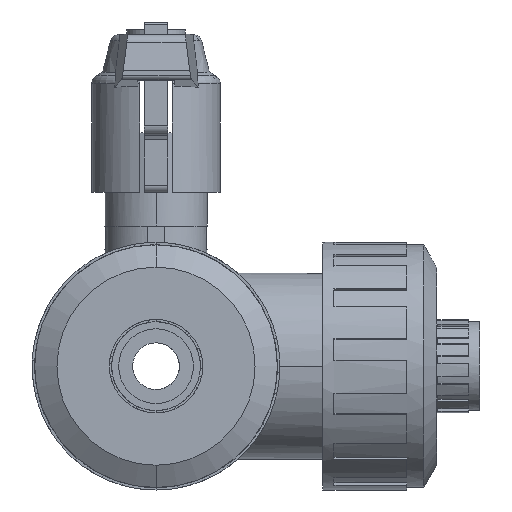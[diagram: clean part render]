
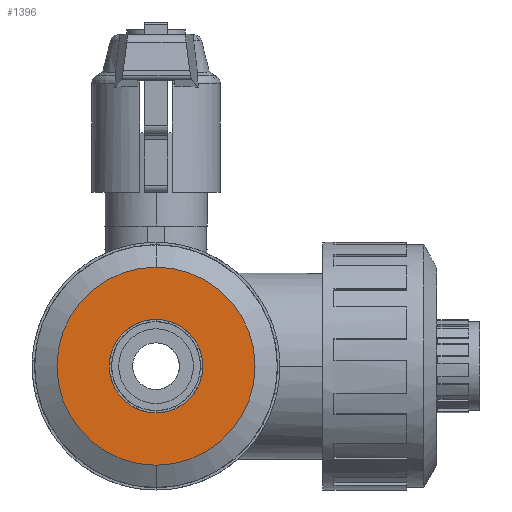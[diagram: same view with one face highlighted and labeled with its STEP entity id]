
A CAD part, left-side view. The second image highlights one B-rep face of the part: STEP entity #1396.
In plain terms, the highlighted planar face has unit normal (-1, 0, 0).
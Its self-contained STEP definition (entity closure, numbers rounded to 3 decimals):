
#1396=ADVANCED_FACE('',(#2964,#2965),#2966,.T.);
#2964=FACE_BOUND('',#4689,.T.);
#2965=FACE_OUTER_BOUND('',#4690,.T.);
#2966=PLANE('',#4691);
#4689=EDGE_LOOP('',(#9185,#9186));
#4690=EDGE_LOOP('',(#9187,#9188));
#4691=AXIS2_PLACEMENT_3D('',#9189,#9190,#9191);
#9185=ORIENTED_EDGE('',*,*,#12255,.F.);
#9186=ORIENTED_EDGE('',*,*,#10765,.F.);
#9187=ORIENTED_EDGE('',*,*,#10770,.T.);
#9188=ORIENTED_EDGE('',*,*,#12253,.T.);
#9189=CARTESIAN_POINT('',(-60.043,0.0,15.6));
#9190=DIRECTION('',(-1.0,0.0,0.0));
#9191=DIRECTION('',(0.0,-0.0,1.0));
#10765=EDGE_CURVE('',#13089,#13085,#13091,.T.);
#10770=EDGE_CURVE('',#13094,#13098,#13100,.T.);
#12253=EDGE_CURVE('',#13098,#13094,#15306,.T.);
#12255=EDGE_CURVE('',#13085,#13089,#15308,.T.);
#13085=VERTEX_POINT('',#16434);
#13089=VERTEX_POINT('',#16439);
#13091=CIRCLE('',#16442,10.0);
#13094=VERTEX_POINT('',#16445);
#13098=VERTEX_POINT('',#16450);
#13100=CIRCLE('',#16453,21.2);
#15306=CIRCLE('',#19869,21.2);
#15308=CIRCLE('',#19871,10.0);
#16434=CARTESIAN_POINT('',(-60.043,0.0,10.0));
#16439=CARTESIAN_POINT('',(-60.043,0.,-10.0));
#16442=AXIS2_PLACEMENT_3D('',#20994,#20995,#20996);
#16445=CARTESIAN_POINT('',(-60.043,0.0,21.2));
#16450=CARTESIAN_POINT('',(-60.043,0.,-21.2));
#16453=AXIS2_PLACEMENT_3D('',#21002,#21003,#21004);
#19869=AXIS2_PLACEMENT_3D('',#22802,#22803,#22804);
#19871=AXIS2_PLACEMENT_3D('',#22805,#22806,#22807);
#20994=CARTESIAN_POINT('',(-60.043,0.0,0.0));
#20995=DIRECTION('',(-1.0,0.0,0.0));
#20996=DIRECTION('',(0.0,-0.0,1.0));
#21002=CARTESIAN_POINT('',(-60.043,0.0,0.0));
#21003=DIRECTION('',(-1.0,0.0,0.0));
#21004=DIRECTION('',(0.0,-0.0,1.0));
#22802=CARTESIAN_POINT('',(-60.043,0.0,0.0));
#22803=DIRECTION('',(-1.0,0.0,0.0));
#22804=DIRECTION('',(0.0,-0.0,1.0));
#22805=CARTESIAN_POINT('',(-60.043,0.0,0.0));
#22806=DIRECTION('',(-1.0,0.0,0.0));
#22807=DIRECTION('',(0.0,-0.0,1.0));
